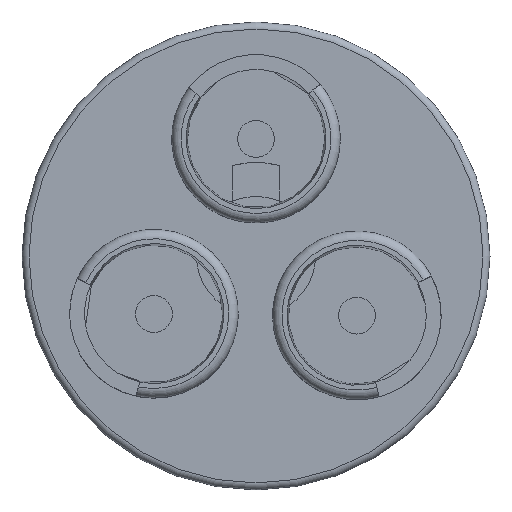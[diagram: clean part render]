
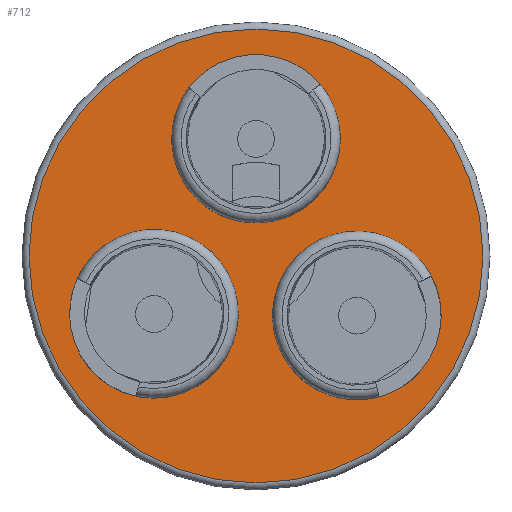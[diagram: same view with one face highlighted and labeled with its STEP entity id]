
A CAD part, top view. The second image highlights one B-rep face of the part: STEP entity #712.
In plain terms, the highlighted planar face has unit normal (0, 0, 1).
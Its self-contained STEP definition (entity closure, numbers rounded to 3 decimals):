
#40=FACE_BOUND('',#134,.T.);
#41=FACE_BOUND('',#135,.T.);
#42=FACE_BOUND('',#136,.T.);
#58=PLANE('',#796);
#89=FACE_OUTER_BOUND('',#133,.T.);
#133=EDGE_LOOP('',(#558));
#134=EDGE_LOOP('',(#559));
#135=EDGE_LOOP('',(#560));
#136=EDGE_LOOP('',(#561));
#263=CIRCLE('',#779,48.5);
#276=CIRCLE('',#797,18.);
#277=CIRCLE('',#798,18.);
#278=CIRCLE('',#799,18.);
#315=VERTEX_POINT('',#1130);
#334=VERTEX_POINT('',#1174);
#335=VERTEX_POINT('',#1176);
#336=VERTEX_POINT('',#1178);
#398=EDGE_CURVE('',#315,#315,#263,.T.);
#417=EDGE_CURVE('',#334,#334,#276,.T.);
#418=EDGE_CURVE('',#335,#335,#277,.T.);
#419=EDGE_CURVE('',#336,#336,#278,.T.);
#558=ORIENTED_EDGE('',*,*,#398,.F.);
#559=ORIENTED_EDGE('',*,*,#417,.T.);
#560=ORIENTED_EDGE('',*,*,#418,.T.);
#561=ORIENTED_EDGE('',*,*,#419,.T.);
#712=ADVANCED_FACE('',(#89,#40,#41,#42),#58,.F.);
#779=AXIS2_PLACEMENT_3D('',#1132,#917,#918);
#796=AXIS2_PLACEMENT_3D('',#1173,#957,#958);
#797=AXIS2_PLACEMENT_3D('',#1175,#959,#960);
#798=AXIS2_PLACEMENT_3D('',#1177,#961,#962);
#799=AXIS2_PLACEMENT_3D('',#1179,#963,#964);
#917=DIRECTION('center_axis',(0.,0.,-1.));
#918=DIRECTION('ref_axis',(1.,0.,0.));
#957=DIRECTION('center_axis',(0.,0.,-1.));
#958=DIRECTION('ref_axis',(1.,0.,0.));
#959=DIRECTION('center_axis',(0.,0.,-1.));
#960=DIRECTION('ref_axis',(-0.985,-0.174,0.));
#961=DIRECTION('center_axis',(0.,0.,-1.));
#962=DIRECTION('ref_axis',(0.259,0.966,0.));
#963=DIRECTION('center_axis',(0.,0.,-1.));
#964=DIRECTION('ref_axis',(0.766,-0.643,0.));
#1130=CARTESIAN_POINT('',(48.5,0.,0.));
#1132=CARTESIAN_POINT('Origin',(0.,0.,0.));
#1173=CARTESIAN_POINT('Origin',(0.,0.,0.));
#1174=CARTESIAN_POINT('',(-39.544,-15.524,0.));
#1175=CARTESIAN_POINT('Origin',(-21.817,-12.398,0.));
#1176=CARTESIAN_POINT('',(4.659,42.387,0.));
#1177=CARTESIAN_POINT('Origin',(0.,25.,0.));
#1178=CARTESIAN_POINT('',(35.347,-24.33,0.));
#1179=CARTESIAN_POINT('Origin',(21.558,-12.76,0.));
